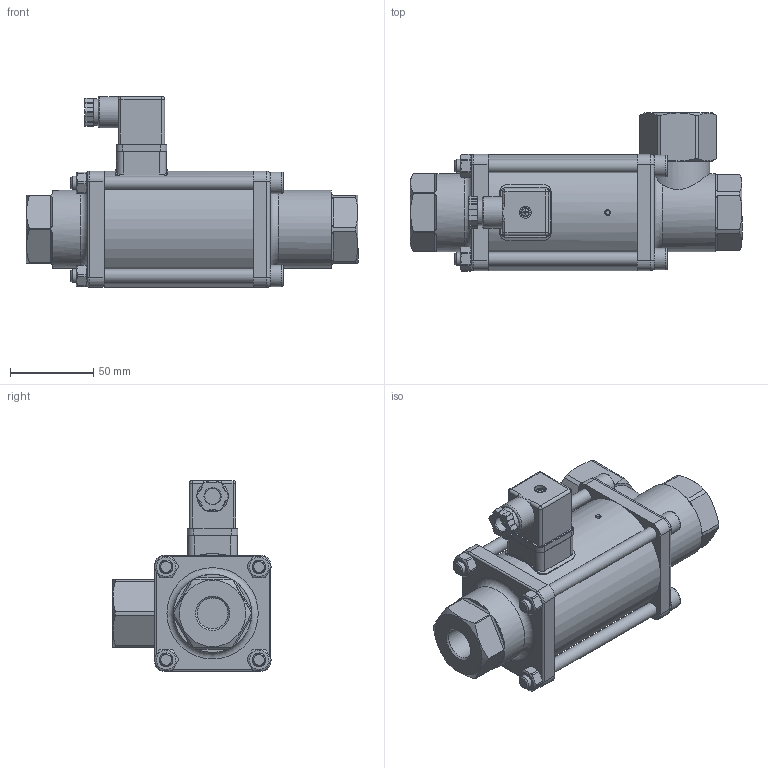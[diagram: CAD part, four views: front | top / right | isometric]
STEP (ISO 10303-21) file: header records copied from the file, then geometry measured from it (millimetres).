
FILE_DESCRIPTION(/* description */ (''),/* implementation_level */ '2;1');
FILE_NAME(/* name */ 'Typ 370 NO DN15 M0 G12 .stp',/* time_stamp */ '2023-05-05T14:11:06+02:00',/* author */ ('SCanivar'),/* organization */ (''),/* preprocessor_version */ 'ST-DEVELOPER v18.1',/* originating_system */ 'Autodesk Inventor 2021',/* authorisation */ '');
FILE_SCHEMA (('AUTOMOTIVE_DESIGN { 1 0 10303 214 3 1 1 }'));
Length unit declared in the file: millimetre
Products named in the file (1): STEP-Modelle_Shrinkwrap_1
Bounding box: 200 x 95.2 x 115 mm (x, y, z)
Volume: 695341 mm3; surface area: 76352.8 mm2
Topology: 1 solids, 1 shells, 404 faces, 1051 edges, 666 vertices
Faces by surface type: plane 196, cylinder 116, cone 55, torus 29, sphere 5, bspline 3
Full cylindrical faces by diameter (mm): 2.5 x1, 4.459 x2, 7.2 x1, 8 x8, 9.5 x1, 13 x4, 16 x1, 18.631 x1, 18.9 x1, 19 x2, 47 x2, 70 x1
Entity records: 13160 total; most frequent: CARTESIAN_POINT 2928, ORIENTED_EDGE 2080, DIRECTION 2075, EDGE_CURVE 1040, AXIS2_PLACEMENT_3D 802, VERTEX_POINT 666, LINE 471, VECTOR 471
